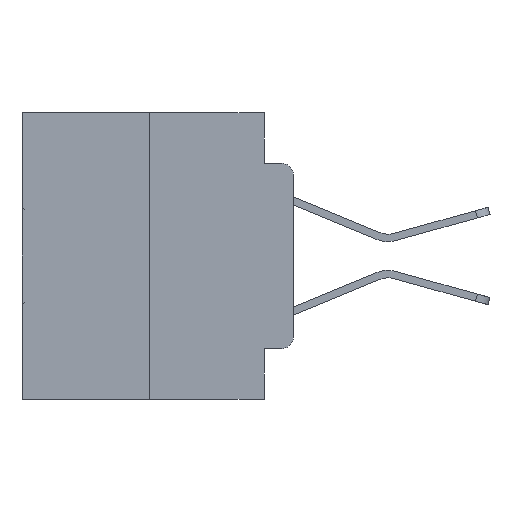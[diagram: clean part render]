
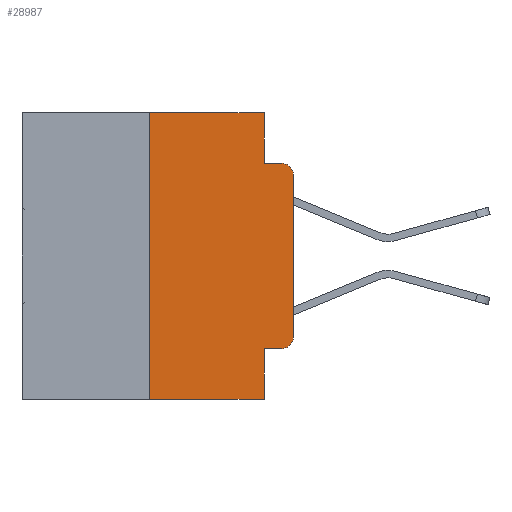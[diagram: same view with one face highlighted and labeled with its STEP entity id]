
A CAD part, left-side view. The second image highlights one B-rep face of the part: STEP entity #28987.
In plain terms, the highlighted planar face has unit normal (-1, 0, 0).
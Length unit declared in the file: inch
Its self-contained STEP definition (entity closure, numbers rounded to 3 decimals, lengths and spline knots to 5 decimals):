
#317 = CARTESIAN_POINT ( 'NONE',  ( 0., 0.051, -0.0885 ) ) ;
#376 = CARTESIAN_POINT ( 'NONE',  ( 0., 0.25, 0. ) ) ;
#429 = ORIENTED_EDGE ( 'NONE', *, *, #28971, .T. ) ;
#591 = VECTOR ( 'NONE', #16171, 39.37008 ) ;
#644 = ORIENTED_EDGE ( 'NONE', *, *, #5985, .F. ) ;
#847 = VERTEX_POINT ( 'NONE', #17387 ) ;
#940 = CARTESIAN_POINT ( 'NONE',  ( 0., 0.473, 0. ) ) ;
#1386 = DIRECTION ( 'NONE',  ( 0., 0., -1. ) ) ;
#2515 = ORIENTED_EDGE ( 'NONE', *, *, #20553, .T. ) ;
#2749 = LINE ( 'NONE', #28754, #15004 ) ;
#2888 = DIRECTION ( 'NONE',  ( 0., -1., 0. ) ) ;
#3519 = CARTESIAN_POINT ( 'NONE',  ( 0., 0.25, -0.5 ) ) ;
#3599 = CARTESIAN_POINT ( 'NONE',  ( 0., 0., -0.1085 ) ) ;
#3934 = EDGE_CURVE ( 'NONE', #9922, #26355, #2749, .T. ) ;
#4363 = ORIENTED_EDGE ( 'NONE', *, *, #29167, .T. ) ;
#5243 = LINE ( 'NONE', #376, #30049 ) ;
#5985 = EDGE_CURVE ( 'NONE', #6591, #28147, #13733, .T. ) ;
#6591 = VERTEX_POINT ( 'NONE', #25613 ) ;
#7449 = FACE_OUTER_BOUND ( 'NONE', #14155, .T. ) ;
#7484 = CARTESIAN_POINT ( 'NONE',  ( 0., 0.02, -0.1085 ) ) ;
#7664 = EDGE_CURVE ( 'NONE', #11789, #9922, #5243, .T. ) ;
#8487 = DIRECTION ( 'NONE',  ( 1., 0., 0. ) ) ;
#8502 = VERTEX_POINT ( 'NONE', #30097 ) ;
#8892 = LINE ( 'NONE', #21524, #20908 ) ;
#8939 = VERTEX_POINT ( 'NONE', #3599 ) ;
#8975 = LINE ( 'NONE', #12440, #20240 ) ;
#9289 = EDGE_CURVE ( 'NONE', #26355, #22423, #16418, .T. ) ;
#9313 = CARTESIAN_POINT ( 'NONE',  ( 0., 0.051, 0. ) ) ;
#9922 = VERTEX_POINT ( 'NONE', #16952 ) ;
#9939 = DIRECTION ( 'NONE',  ( 0., 0., -1. ) ) ;
#10125 = VECTOR ( 'NONE', #13979, 39.37008 ) ;
#10164 = CIRCLE ( 'NONE', #14451, 0.02 ) ;
#10210 = AXIS2_PLACEMENT_3D ( 'NONE', #940, #8487, #25256 ) ;
#10410 = DIRECTION ( 'NONE',  ( 0., 0., 1. ) ) ;
#10597 = CIRCLE ( 'NONE', #20200, 0.02 ) ;
#10864 = ORIENTED_EDGE ( 'NONE', *, *, #27564, .T. ) ;
#11503 = ORIENTED_EDGE ( 'NONE', *, *, #18962, .T. ) ;
#11540 = CARTESIAN_POINT ( 'NONE',  ( 0., 0.051, -0.4115 ) ) ;
#11789 = VERTEX_POINT ( 'NONE', #3519 ) ;
#12017 = DIRECTION ( 'NONE',  ( 0., -1., 0. ) ) ;
#12440 = CARTESIAN_POINT ( 'NONE',  ( 0., 0.473, -0.5 ) ) ;
#13733 = LINE ( 'NONE', #23376, #591 ) ;
#13979 = DIRECTION ( 'NONE',  ( 0., -1., 0. ) ) ;
#14155 = EDGE_LOOP ( 'NONE', ( #2515, #11503, #16639, #22648, #23187, #27260, #429, #644, #4363, #10864 ) ) ;
#14451 = AXIS2_PLACEMENT_3D ( 'NONE', #7484, #24285, #9939 ) ;
#15004 = VECTOR ( 'NONE', #12017, 39.37008 ) ;
#15684 = DIRECTION ( 'NONE',  ( 0., -1., 0. ) ) ;
#15854 = CARTESIAN_POINT ( 'NONE',  ( 0., 0.051, -0.5 ) ) ;
#16091 = DIRECTION ( 'NONE',  ( -1., 0., 0. ) ) ;
#16171 = DIRECTION ( 'NONE',  ( 0., 0., -1. ) ) ;
#16418 = LINE ( 'NONE', #24205, #22047 ) ;
#16639 = ORIENTED_EDGE ( 'NONE', *, *, #17360, .F. ) ;
#16952 = CARTESIAN_POINT ( 'NONE',  ( 0., 0.25, 0. ) ) ;
#17250 = LINE ( 'NONE', #11540, #10125 ) ;
#17343 = LINE ( 'NONE', #317, #29308 ) ;
#17360 = EDGE_CURVE ( 'NONE', #22423, #8502, #17343, .T. ) ;
#17387 = CARTESIAN_POINT ( 'NONE',  ( 0., 0.02, -0.4115 ) ) ;
#18962 = EDGE_CURVE ( 'NONE', #8939, #8502, #10164, .T. ) ;
#19130 = CARTESIAN_POINT ( 'NONE',  ( 0., 0.051, -0.0885 ) ) ;
#20200 = AXIS2_PLACEMENT_3D ( 'NONE', #30347, #16091, #1386 ) ;
#20240 = VECTOR ( 'NONE', #15684, 39.37008 ) ;
#20553 = EDGE_CURVE ( 'NONE', #27252, #8939, #8892, .T. ) ;
#20908 = VECTOR ( 'NONE', #23916, 39.37008 ) ;
#21524 = CARTESIAN_POINT ( 'NONE',  ( 0., 0., 0. ) ) ;
#21915 = DIRECTION ( 'NONE',  ( 0., 0., -1. ) ) ;
#22047 = VECTOR ( 'NONE', #21915, 39.37008 ) ;
#22423 = VERTEX_POINT ( 'NONE', #19130 ) ;
#22648 = ORIENTED_EDGE ( 'NONE', *, *, #9289, .F. ) ;
#22878 = PLANE ( 'NONE',  #10210 ) ;
#23187 = ORIENTED_EDGE ( 'NONE', *, *, #3934, .F. ) ;
#23376 = CARTESIAN_POINT ( 'NONE',  ( 0., 0.051, 0. ) ) ;
#23916 = DIRECTION ( 'NONE',  ( 0., 0., 1. ) ) ;
#24205 = CARTESIAN_POINT ( 'NONE',  ( 0., 0.051, 0. ) ) ;
#24285 = DIRECTION ( 'NONE',  ( -1., 0., 0. ) ) ;
#25256 = DIRECTION ( 'NONE',  ( 0., 0., -1. ) ) ;
#25613 = CARTESIAN_POINT ( 'NONE',  ( 0., 0.051, -0.4115 ) ) ;
#26355 = VERTEX_POINT ( 'NONE', #9313 ) ;
#26759 = CARTESIAN_POINT ( 'NONE',  ( 0., 0., -0.3915 ) ) ;
#27252 = VERTEX_POINT ( 'NONE', #26759 ) ;
#27260 = ORIENTED_EDGE ( 'NONE', *, *, #7664, .F. ) ;
#27564 = EDGE_CURVE ( 'NONE', #847, #27252, #10597, .T. ) ;
#28147 = VERTEX_POINT ( 'NONE', #15854 ) ;
#28754 = CARTESIAN_POINT ( 'NONE',  ( 0., 0.473, 0. ) ) ;
#28971 = EDGE_CURVE ( 'NONE', #11789, #28147, #8975, .T. ) ;
#28987 = ADVANCED_FACE ( 'NONE', ( #7449 ), #22878, .F. ) ;
#29167 = EDGE_CURVE ( 'NONE', #6591, #847, #17250, .T. ) ;
#29308 = VECTOR ( 'NONE', #2888, 39.37008 ) ;
#30049 = VECTOR ( 'NONE', #10410, 39.37008 ) ;
#30097 = CARTESIAN_POINT ( 'NONE',  ( 0., 0.02, -0.0885 ) ) ;
#30347 = CARTESIAN_POINT ( 'NONE',  ( 0., 0.02, -0.3915 ) ) ;
